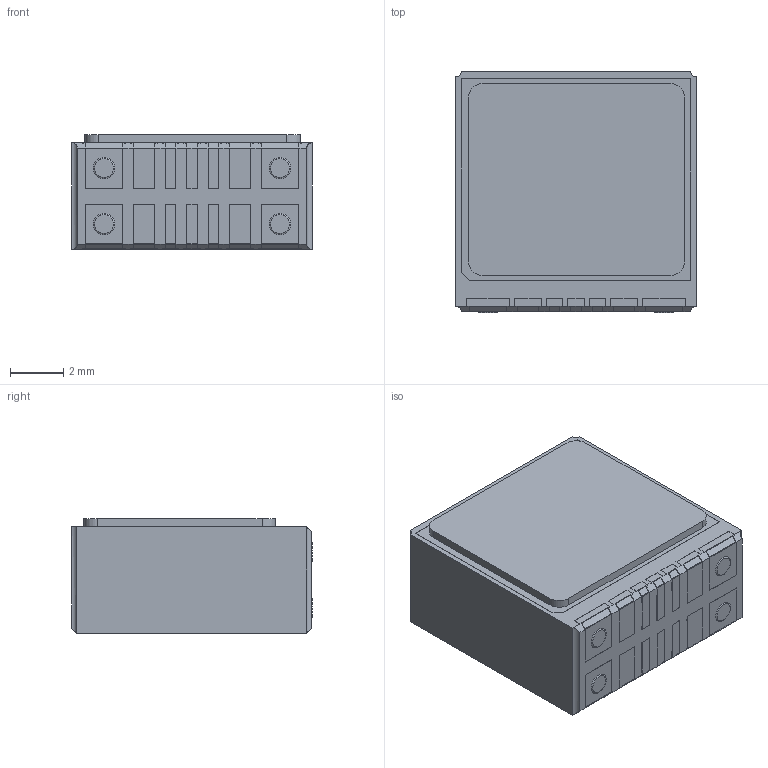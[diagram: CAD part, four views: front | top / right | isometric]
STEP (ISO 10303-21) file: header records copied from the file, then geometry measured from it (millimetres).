
FILE_DESCRIPTION (( 'STEP AP214' ), '1' );
FILE_NAME ('LCC_V (EY-14-1).STEP', '2022-08-01T15:24:10', ( '' ), ( '' ), 'SwSTEP 2.0', 'SolidWorks 2021', '' );
FILE_SCHEMA (( 'AUTOMOTIVE_DESIGN' ));
Length unit declared in the file: millimetre
Products named in the file (1): LCC_V (EY-14-1)
Bounding box: 9 x 9.03 x 4.3 mm (x, y, z)
Volume: 340.7 mm3; surface area: 696.1 mm2
Topology: 68 solids, 68 shells, 781 faces, 1809 edges, 1190 vertices
Faces by surface type: plane 765, cylinder 8, cone 8
Entity records: 30873 total; most frequent: CARTESIAN_POINT 3799, ORIENTED_EDGE 3618, DIRECTION 3393, EDGE_CURVE 1809, LINE 1777, VECTOR 1777, VERTEX_POINT 1190, UNCERTAINTY_MEASURE_WITH_UNIT 851
